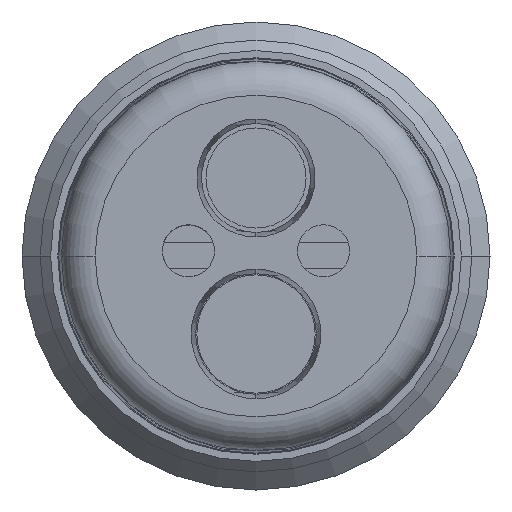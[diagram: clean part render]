
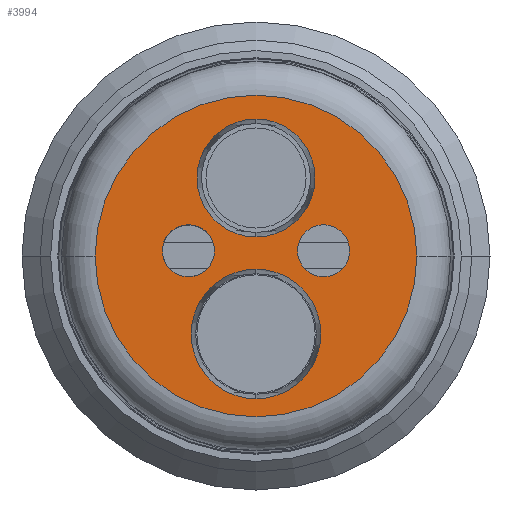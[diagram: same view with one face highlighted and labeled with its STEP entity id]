
A CAD part, left-side view. The second image highlights one B-rep face of the part: STEP entity #3994.
In plain terms, the highlighted face is planar.
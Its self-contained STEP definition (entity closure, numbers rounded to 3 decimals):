
#861=CARTESIAN_POINT('',(0.,0.,-3.));
#862=DIRECTION('',(0.,1.,0.));
#863=DIRECTION('',(0.,0.,-1.));
#864=AXIS2_PLACEMENT_3D('',#861,#862,#863);
#869=CARTESIAN_POINT('',(0.,0.,-3.));
#870=DIRECTION('',(0.,1.,0.));
#871=DIRECTION('',(0.,0.,1.));
#872=AXIS2_PLACEMENT_3D('',#869,#870,#871);
#877=CARTESIAN_POINT('',(0.,0.,3.));
#878=DIRECTION('',(0.,-1.,0.));
#879=DIRECTION('',(0.,0.,1.));
#880=AXIS2_PLACEMENT_3D('',#877,#878,#879);
#885=CARTESIAN_POINT('',(0.,0.,3.));
#886=DIRECTION('',(0.,-1.,0.));
#887=DIRECTION('',(0.,0.,-1.));
#888=AXIS2_PLACEMENT_3D('',#885,#886,#887);
#893=CARTESIAN_POINT('',(2.6,0.,0.2));
#894=DIRECTION('',(0.,1.,0.));
#895=DIRECTION('',(-1.,0.,0.));
#896=AXIS2_PLACEMENT_3D('',#893,#894,#895);
#901=CARTESIAN_POINT('',(2.6,0.,0.2));
#902=DIRECTION('',(0.,1.,0.));
#903=DIRECTION('',(1.,0.,0.));
#904=AXIS2_PLACEMENT_3D('',#901,#902,#903);
#909=CARTESIAN_POINT('',(-2.6,0.,0.2));
#910=DIRECTION('',(0.,1.,0.));
#911=DIRECTION('',(-1.,0.,0.));
#912=AXIS2_PLACEMENT_3D('',#909,#910,#911);
#917=CARTESIAN_POINT('',(-2.6,0.,0.2));
#918=DIRECTION('',(0.,1.,0.));
#919=DIRECTION('',(1.,0.,0.));
#920=AXIS2_PLACEMENT_3D('',#917,#918,#919);
#2353=CARTESIAN_POINT('',(0.,0.,0.));
#2354=DIRECTION('',(0.,-1.,0.));
#2355=DIRECTION('',(1.,0.,0.));
#2356=AXIS2_PLACEMENT_3D('',#2353,#2354,#2355);
#2385=CARTESIAN_POINT('',(0.,0.,0.));
#2386=DIRECTION('',(0.,-1.,0.));
#2387=DIRECTION('',(-1.,0.,0.));
#2388=AXIS2_PLACEMENT_3D('',#2385,#2386,#2387);
#3634=CARTESIAN_POINT('',(0.,0.,-5.494));
#3635=CARTESIAN_POINT('',(0.,0.,-0.506));
#3636=VERTEX_POINT('',#3634);
#3637=VERTEX_POINT('',#3635);
#3638=CARTESIAN_POINT('',(0.,0.,5.269));
#3639=CARTESIAN_POINT('',(0.,0.,0.731));
#3640=VERTEX_POINT('',#3638);
#3641=VERTEX_POINT('',#3639);
#3646=CARTESIAN_POINT('',(1.6,0.,0.2));
#3647=CARTESIAN_POINT('',(3.6,0.,0.2));
#3648=VERTEX_POINT('',#3646);
#3649=VERTEX_POINT('',#3647);
#3650=CARTESIAN_POINT('',(-3.6,0.,0.2));
#3651=CARTESIAN_POINT('',(-1.6,0.,0.2));
#3652=VERTEX_POINT('',#3650);
#3653=VERTEX_POINT('',#3651);
#3909=CARTESIAN_POINT('',(-6.186,0.,0.));
#3910=CARTESIAN_POINT('',(6.186,0.,0.));
#3911=VERTEX_POINT('',#3909);
#3912=VERTEX_POINT('',#3910);
#3959=CARTESIAN_POINT('',(0.,0.,0.));
#3960=DIRECTION('',(0.,1.,0.));
#3961=DIRECTION('',(1.,0.,0.));
#3962=AXIS2_PLACEMENT_3D('',#3959,#3960,#3961);
#3963=PLANE('',#3962);
#3965=ORIENTED_EDGE('',*,*,#3964,.F.);
#3967=ORIENTED_EDGE('',*,*,#3966,.F.);
#3968=EDGE_LOOP('',(#3965,#3967));
#3969=FACE_OUTER_BOUND('',#3968,.F.);
#3971=ORIENTED_EDGE('',*,*,#3970,.F.);
#3973=ORIENTED_EDGE('',*,*,#3972,.F.);
#3974=EDGE_LOOP('',(#3971,#3973));
#3975=FACE_BOUND('',#3974,.F.);
#3977=ORIENTED_EDGE('',*,*,#3976,.T.);
#3979=ORIENTED_EDGE('',*,*,#3978,.T.);
#3980=EDGE_LOOP('',(#3977,#3979));
#3981=FACE_BOUND('',#3980,.F.);
#3983=ORIENTED_EDGE('',*,*,#3982,.F.);
#3985=ORIENTED_EDGE('',*,*,#3984,.F.);
#3986=EDGE_LOOP('',(#3983,#3985));
#3987=FACE_BOUND('',#3986,.F.);
#3989=ORIENTED_EDGE('',*,*,#3988,.F.);
#3991=ORIENTED_EDGE('',*,*,#3990,.F.);
#3992=EDGE_LOOP('',(#3989,#3991));
#3993=FACE_BOUND('',#3992,.F.);
#3994=ADVANCED_FACE('',(#3969,#3975,#3981,#3987,#3993),#3963,.F.);
#865=CIRCLE('',#864,2.494);
#873=CIRCLE('',#872,2.494);
#881=CIRCLE('',#880,2.269);
#889=CIRCLE('',#888,2.269);
#897=CIRCLE('',#896,1.);
#905=CIRCLE('',#904,1.);
#913=CIRCLE('',#912,1.);
#921=CIRCLE('',#920,1.);
#2357=CIRCLE('',#2356,6.186);
#2389=CIRCLE('',#2388,6.186);
#3964=EDGE_CURVE('',#3911,#3912,#2389,.T.);
#3966=EDGE_CURVE('',#3912,#3911,#2357,.T.);
#3970=EDGE_CURVE('',#3636,#3637,#865,.T.);
#3972=EDGE_CURVE('',#3637,#3636,#873,.T.);
#3976=EDGE_CURVE('',#3640,#3641,#881,.T.);
#3978=EDGE_CURVE('',#3641,#3640,#889,.T.);
#3982=EDGE_CURVE('',#3648,#3649,#897,.T.);
#3984=EDGE_CURVE('',#3649,#3648,#905,.T.);
#3988=EDGE_CURVE('',#3652,#3653,#913,.T.);
#3990=EDGE_CURVE('',#3653,#3652,#921,.T.);
